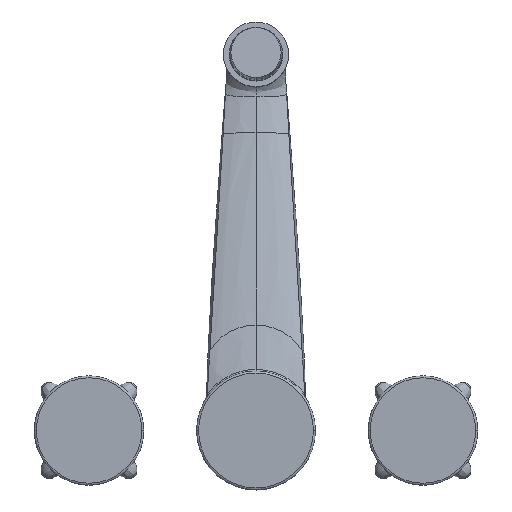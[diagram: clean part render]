
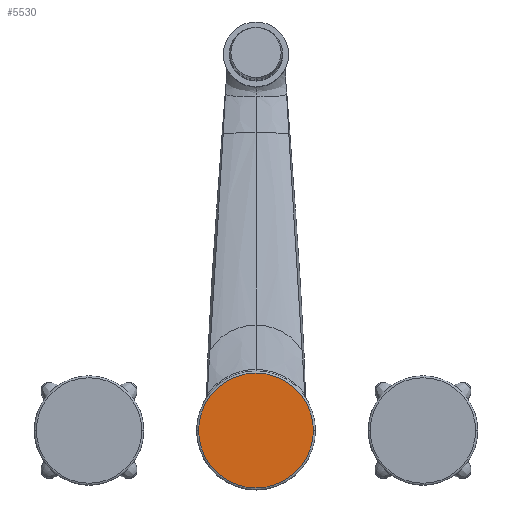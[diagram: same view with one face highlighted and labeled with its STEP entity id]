
A CAD part, front view. The second image highlights one B-rep face of the part: STEP entity #5530.
In plain terms, the highlighted planar face has unit normal (0, -1, 0).
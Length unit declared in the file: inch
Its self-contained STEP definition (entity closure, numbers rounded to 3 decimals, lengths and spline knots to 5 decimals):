
#1898=CARTESIAN_POINT('',(0.,0.,0.));
#1899=DIRECTION('',(0.,-1.,0.));
#1900=DIRECTION('',(1.,0.,0.));
#1901=AXIS2_PLACEMENT_3D('',#1898,#1899,#1900);
#1903=CARTESIAN_POINT('',(0.,0.,0.));
#1904=DIRECTION('',(0.,1.,0.));
#1905=DIRECTION('',(1.,0.,0.));
#1906=AXIS2_PLACEMENT_3D('',#1903,#1904,#1905);
#1932=CARTESIAN_POINT('',(1.375,0.,0.));
#1934=VERTEX_POINT('',#1932);
#1940=CARTESIAN_POINT('',(-1.375,0.,0.));
#1942=VERTEX_POINT('',#1940);
#5521=CARTESIAN_POINT('',(0.,0.,0.));
#5522=DIRECTION('',(0.,1.,0.));
#5523=DIRECTION('',(-1.,0.,0.));
#5524=AXIS2_PLACEMENT_3D('',#5521,#5522,#5523);
#5525=PLANE('',#5524);
#5526=ORIENTED_EDGE('',*,*,#5514,.F.);
#5527=ORIENTED_EDGE('',*,*,#5503,.T.);
#5528=EDGE_LOOP('',(#5526,#5527));
#5529=FACE_OUTER_BOUND('',#5528,.F.);
#5530=ADVANCED_FACE('',(#5529),#5525,.F.);
#1902=CIRCLE('',#1901,1.375);
#1907=CIRCLE('',#1906,1.375);
#5503=EDGE_CURVE('',#1934,#1942,#1907,.T.);
#5514=EDGE_CURVE('',#1934,#1942,#1902,.T.);
